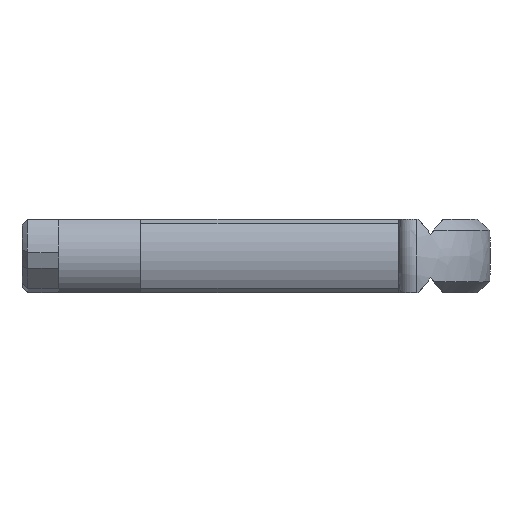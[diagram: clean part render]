
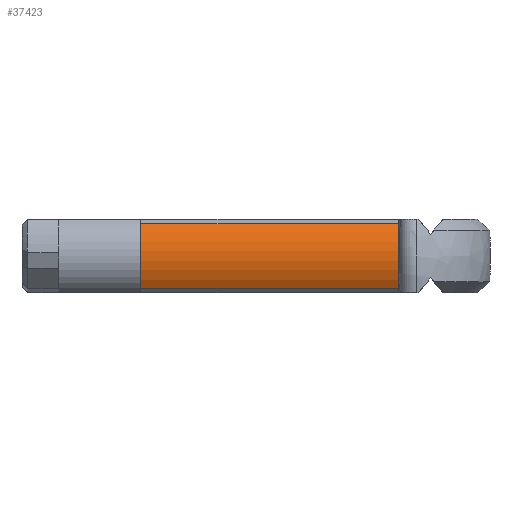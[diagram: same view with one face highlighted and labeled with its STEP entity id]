
A CAD part, front view. The second image highlights one B-rep face of the part: STEP entity #37423.
In plain terms, the highlighted cylindrical face has radius 3.3 mm (diameter 6.6 mm), a partial arc.
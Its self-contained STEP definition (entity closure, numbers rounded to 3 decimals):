
#15919 = PLANE('',#15920);
#15920 = AXIS2_PLACEMENT_3D('',#15921,#15922,#15923);
#15921 = CARTESIAN_POINT('',(-14.125,3.3,0.)
  );
#15922 = DIRECTION('',(-1.,0.,0.));
#15923 = DIRECTION('',(0.,0.,1.));
#15947 = PLANE('',#15948);
#15948 = AXIS2_PLACEMENT_3D('',#15949,#15950,#15951);
#15949 = CARTESIAN_POINT('',(-7.063,-2.561,
    1.878));
#15950 = DIRECTION('',(0.,-0.464,0.886
    ));
#15951 = DIRECTION('',(1.,0.,0.));
#15975 = PLANE('',#15976);
#15976 = AXIS2_PLACEMENT_3D('',#15977,#15978,#15979);
#15977 = CARTESIAN_POINT('',(0.,5.329,
    0.));
#15978 = DIRECTION('',(-1.,0.,0.));
#15979 = DIRECTION('',(0.,0.,1.));
#35391 = PLANE('',#35392);
#35392 = AXIS2_PLACEMENT_3D('',#35393,#35394,#35395);
#35393 = CARTESIAN_POINT('',(-7.063,-2.561,
    -1.878));
#35394 = DIRECTION('',(0.,-0.464,
    -0.886));
#35395 = DIRECTION('',(-1.,0.,0.));
#35735 = VERTEX_POINT('',#35736);
#35736 = CARTESIAN_POINT('',(-14.125,-2.795,-1.755));
#35759 = VERTEX_POINT('',#35760);
#35760 = CARTESIAN_POINT('',(0.,-2.795,
    -1.755));
#35781 = EDGE_CURVE('',#35759,#35735,#35782,.T.);
#35782 = SURFACE_CURVE('',#35783,(#35787,#35794),.PCURVE_S1.);
#35783 = LINE('',#35784,#35785);
#35784 = CARTESIAN_POINT('',(-7.063,-2.795,
    -1.755));
#35785 = VECTOR('',#35786,1.);
#35786 = DIRECTION('',(-1.,0.,0.));
#35787 = PCURVE('',#35391,#35788);
#35788 = DEFINITIONAL_REPRESENTATION('',(#35789),#35793);
#35789 = LINE('',#35790,#35791);
#35790 = CARTESIAN_POINT('',(0.,-0.264));
#35791 = VECTOR('',#35792,1.);
#35792 = DIRECTION('',(1.,0.));
#35793 = ( GEOMETRIC_REPRESENTATION_CONTEXT(2) 
PARAMETRIC_REPRESENTATION_CONTEXT() REPRESENTATION_CONTEXT('2D SPACE',''
  ) );
#35794 = PCURVE('',#35795,#35800);
#35795 = CYLINDRICAL_SURFACE('',#35796,3.3);
#35796 = AXIS2_PLACEMENT_3D('',#35797,#35798,#35799);
#35797 = CARTESIAN_POINT('',(-7.063,0.,
    0.));
#35798 = DIRECTION('',(1.,0.,0.));
#35799 = DIRECTION('',(0.,-1.,0.));
#35800 = DEFINITIONAL_REPRESENTATION('',(#35801),#35805);
#35801 = LINE('',#35802,#35803);
#35802 = CARTESIAN_POINT('',(0.561,0.));
#35803 = VECTOR('',#35804,1.);
#35804 = DIRECTION('',(0.,-1.));
#35805 = ( GEOMETRIC_REPRESENTATION_CONTEXT(2) 
PARAMETRIC_REPRESENTATION_CONTEXT() REPRESENTATION_CONTEXT('2D SPACE',''
  ) );
#35811 = EDGE_CURVE('',#35812,#35735,#35814,.T.);
#35812 = VERTEX_POINT('',#35813);
#35813 = CARTESIAN_POINT('',(-14.125,-2.795,1.755));
#35814 = SURFACE_CURVE('',#35815,(#35820,#35831),.PCURVE_S1.);
#35815 = CIRCLE('',#35816,3.3);
#35816 = AXIS2_PLACEMENT_3D('',#35817,#35818,#35819);
#35817 = CARTESIAN_POINT('',(-14.125,0.,
    0.));
#35818 = DIRECTION('',(1.,0.,0.));
#35819 = DIRECTION('',(0.,0.,1.));
#35820 = PCURVE('',#15919,#35821);
#35821 = DEFINITIONAL_REPRESENTATION('',(#35822),#35830);
#35822 = ( BOUNDED_CURVE() B_SPLINE_CURVE(2,(#35823,#35824,#35825,#35826
    ,#35827,#35828,#35829),.UNSPECIFIED.,.T.,.F.) 
B_SPLINE_CURVE_WITH_KNOTS((1,2,2,2,2,1),(-2.094,0.,
    2.094,4.189,6.283,8.378),
.UNSPECIFIED.) CURVE() GEOMETRIC_REPRESENTATION_ITEM() 
RATIONAL_B_SPLINE_CURVE((1.,0.5,1.,0.5,1.,0.5,1.)) REPRESENTATION_ITEM(
  '') );
#35823 = CARTESIAN_POINT('',(3.3,-3.3));
#35824 = CARTESIAN_POINT('',(3.3,-9.016));
#35825 = CARTESIAN_POINT('',(-1.65,-6.158));
#35826 = CARTESIAN_POINT('',(-6.6,-3.3));
#35827 = CARTESIAN_POINT('',(-1.65,-0.442));
#35828 = CARTESIAN_POINT('',(3.3,2.416));
#35829 = CARTESIAN_POINT('',(3.3,-3.3));
#35830 = ( GEOMETRIC_REPRESENTATION_CONTEXT(2) 
PARAMETRIC_REPRESENTATION_CONTEXT() REPRESENTATION_CONTEXT('2D SPACE',''
  ) );
#35831 = PCURVE('',#35795,#35832);
#35832 = DEFINITIONAL_REPRESENTATION('',(#35833),#35837);
#35833 = LINE('',#35834,#35835);
#35834 = CARTESIAN_POINT('',(-1.571,-7.063));
#35835 = VECTOR('',#35836,1.);
#35836 = DIRECTION('',(1.,0.));
#35837 = ( GEOMETRIC_REPRESENTATION_CONTEXT(2) 
PARAMETRIC_REPRESENTATION_CONTEXT() REPRESENTATION_CONTEXT('2D SPACE',''
  ) );
#36214 = EDGE_CURVE('',#35812,#36215,#36217,.T.);
#36215 = VERTEX_POINT('',#36216);
#36216 = CARTESIAN_POINT('',(0.,-2.795,
    1.755));
#36217 = SURFACE_CURVE('',#36218,(#36222,#36229),.PCURVE_S1.);
#36218 = LINE('',#36219,#36220);
#36219 = CARTESIAN_POINT('',(-7.063,-2.795,
    1.755));
#36220 = VECTOR('',#36221,1.);
#36221 = DIRECTION('',(1.,0.,0.));
#36222 = PCURVE('',#15947,#36223);
#36223 = DEFINITIONAL_REPRESENTATION('',(#36224),#36228);
#36224 = LINE('',#36225,#36226);
#36225 = CARTESIAN_POINT('',(0.,-0.264));
#36226 = VECTOR('',#36227,1.);
#36227 = DIRECTION('',(1.,0.));
#36228 = ( GEOMETRIC_REPRESENTATION_CONTEXT(2) 
PARAMETRIC_REPRESENTATION_CONTEXT() REPRESENTATION_CONTEXT('2D SPACE',''
  ) );
#36229 = PCURVE('',#35795,#36230);
#36230 = DEFINITIONAL_REPRESENTATION('',(#36231),#36235);
#36231 = LINE('',#36232,#36233);
#36232 = CARTESIAN_POINT('',(-0.561,0.));
#36233 = VECTOR('',#36234,1.);
#36234 = DIRECTION('',(0.,1.));
#36235 = ( GEOMETRIC_REPRESENTATION_CONTEXT(2) 
PARAMETRIC_REPRESENTATION_CONTEXT() REPRESENTATION_CONTEXT('2D SPACE',''
  ) );
#37298 = EDGE_CURVE('',#36215,#35759,#37299,.T.);
#37299 = SURFACE_CURVE('',#37300,(#37305,#37316),.PCURVE_S1.);
#37300 = CIRCLE('',#37301,3.3);
#37301 = AXIS2_PLACEMENT_3D('',#37302,#37303,#37304);
#37302 = CARTESIAN_POINT('',(0.,0.,
    0.));
#37303 = DIRECTION('',(1.,0.,0.));
#37304 = DIRECTION('',(0.,0.,1.));
#37305 = PCURVE('',#15975,#37306);
#37306 = DEFINITIONAL_REPRESENTATION('',(#37307),#37315);
#37307 = ( BOUNDED_CURVE() B_SPLINE_CURVE(2,(#37308,#37309,#37310,#37311
    ,#37312,#37313,#37314),.UNSPECIFIED.,.T.,.F.) 
B_SPLINE_CURVE_WITH_KNOTS((1,2,2,2,2,1),(-2.094,0.,
    2.094,4.189,6.283,8.378),
.UNSPECIFIED.) CURVE() GEOMETRIC_REPRESENTATION_ITEM() 
RATIONAL_B_SPLINE_CURVE((1.,0.5,1.,0.5,1.,0.5,1.)) REPRESENTATION_ITEM(
  '') );
#37308 = CARTESIAN_POINT('',(3.3,-5.329));
#37309 = CARTESIAN_POINT('',(3.3,-11.045));
#37310 = CARTESIAN_POINT('',(-1.65,-8.187));
#37311 = CARTESIAN_POINT('',(-6.6,-5.329));
#37312 = CARTESIAN_POINT('',(-1.65,-2.471));
#37313 = CARTESIAN_POINT('',(3.3,0.387));
#37314 = CARTESIAN_POINT('',(3.3,-5.329));
#37315 = ( GEOMETRIC_REPRESENTATION_CONTEXT(2) 
PARAMETRIC_REPRESENTATION_CONTEXT() REPRESENTATION_CONTEXT('2D SPACE',''
  ) );
#37316 = PCURVE('',#35795,#37317);
#37317 = DEFINITIONAL_REPRESENTATION('',(#37318),#37322);
#37318 = LINE('',#37319,#37320);
#37319 = CARTESIAN_POINT('',(-1.571,7.063));
#37320 = VECTOR('',#37321,1.);
#37321 = DIRECTION('',(1.,0.));
#37322 = ( GEOMETRIC_REPRESENTATION_CONTEXT(2) 
PARAMETRIC_REPRESENTATION_CONTEXT() REPRESENTATION_CONTEXT('2D SPACE',''
  ) );
#37423 = ADVANCED_FACE('',(#37424),#35795,.T.);
#37424 = FACE_BOUND('',#37425,.T.);
#37425 = EDGE_LOOP('',(#37426,#37427,#37428,#37429));
#37426 = ORIENTED_EDGE('',*,*,#35781,.F.);
#37427 = ORIENTED_EDGE('',*,*,#37298,.F.);
#37428 = ORIENTED_EDGE('',*,*,#36214,.F.);
#37429 = ORIENTED_EDGE('',*,*,#35811,.T.);
